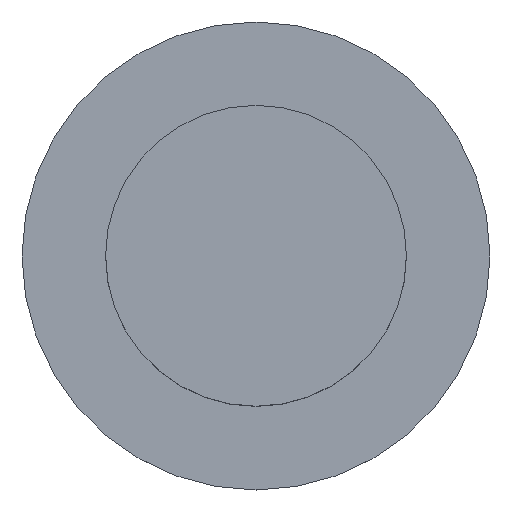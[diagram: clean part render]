
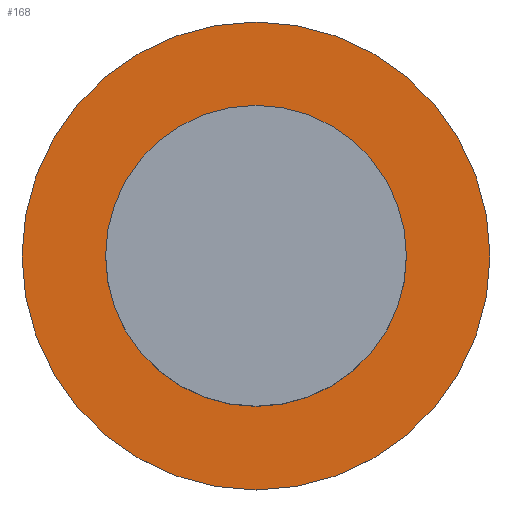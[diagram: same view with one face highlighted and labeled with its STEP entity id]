
A CAD part, top view. The second image highlights one B-rep face of the part: STEP entity #168.
In plain terms, the highlighted face is planar.
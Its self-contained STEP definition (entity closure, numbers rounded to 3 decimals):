
#129=PLANE('',#498);
#168=ADVANCED_FACE('',(#203,#204),#129,.F.);
#203=FACE_BOUND('',#246,.T.);
#204=FACE_BOUND('',#247,.T.);
#246=EDGE_LOOP('',(#332));
#247=EDGE_LOOP('',(#333));
#332=ORIENTED_EDGE('',*,*,#415,.F.);
#333=ORIENTED_EDGE('',*,*,#416,.F.);
#372=VERTEX_POINT('',#735);
#373=VERTEX_POINT('',#738);
#415=EDGE_CURVE('',#372,#372,#444,.T.);
#416=EDGE_CURVE('',#373,#373,#445,.T.);
#444=CIRCLE('',#495,70.);
#445=CIRCLE('',#497,45.);
#495=AXIS2_PLACEMENT_3D('',#734,#615,#616);
#497=AXIS2_PLACEMENT_3D('',#737,#619,#620);
#498=AXIS2_PLACEMENT_3D('',#739,#621,#622);
#615=DIRECTION('',(0.,0.,1.));
#616=DIRECTION('',(1.,0.,0.));
#619=DIRECTION('',(0.,0.,-1.));
#620=DIRECTION('',(-1.,0.,0.));
#621=DIRECTION('',(0.,0.,1.));
#622=DIRECTION('',(1.,0.,0.));
#734=CARTESIAN_POINT('',(0.,0.,68.5));
#735=CARTESIAN_POINT('',(70.,0.,68.5));
#737=CARTESIAN_POINT('',(0.,0.,68.5));
#738=CARTESIAN_POINT('',(-45.,0.,68.5));
#739=CARTESIAN_POINT('',(0.,0.,68.5));
